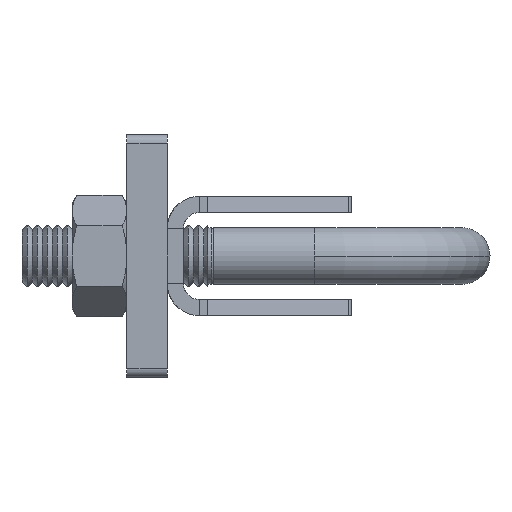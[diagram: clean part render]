
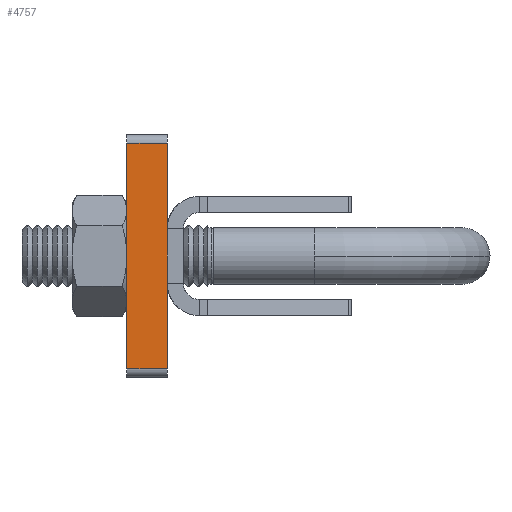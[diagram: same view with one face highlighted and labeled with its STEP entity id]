
A CAD part, left-side view. The second image highlights one B-rep face of the part: STEP entity #4757.
In plain terms, the highlighted planar face has unit normal (-1, 0, 0).
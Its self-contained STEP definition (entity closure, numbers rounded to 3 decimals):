
#40 = CARTESIAN_POINT ( 'NONE',  ( -72.5, 5., 14. ) ) ;
#171 = DIRECTION ( 'NONE',  ( 0., 1., 0. ) ) ;
#727 = LINE ( 'NONE', #7053, #8883 ) ;
#821 = CARTESIAN_POINT ( 'NONE',  ( -72.5, 5., -15. ) ) ;
#911 = VECTOR ( 'NONE', #5229, 1000. ) ;
#1083 = EDGE_CURVE ( 'NONE', #5768, #2513, #727, .T. ) ;
#1151 = VERTEX_POINT ( 'NONE', #3050 ) ;
#1157 = AXIS2_PLACEMENT_3D ( 'NONE', #4448, #5175, #3701 ) ;
#1774 = ORIENTED_EDGE ( 'NONE', *, *, #7280, .F. ) ;
#2140 = DIRECTION ( 'NONE',  ( 0., 0., 1. ) ) ;
#2182 = VERTEX_POINT ( 'NONE', #6253 ) ;
#2513 = VERTEX_POINT ( 'NONE', #2969 ) ;
#2969 = CARTESIAN_POINT ( 'NONE',  ( -72.5, 0., -14. ) ) ;
#3050 = CARTESIAN_POINT ( 'NONE',  ( -72.5, 5., 14. ) ) ;
#3701 = DIRECTION ( 'NONE',  ( 0., 0., -1. ) ) ;
#3745 = EDGE_CURVE ( 'NONE', #2182, #1151, #8074, .T. ) ;
#4294 = LINE ( 'NONE', #821, #911 ) ;
#4345 = EDGE_LOOP ( 'NONE', ( #8398, #7491, #1774, #6262 ) ) ;
#4448 = CARTESIAN_POINT ( 'NONE',  ( -72.5, 5., -15. ) ) ;
#4757 = ADVANCED_FACE ( 'NONE', ( #8283 ), #8693, .F. ) ;
#4958 = CARTESIAN_POINT ( 'NONE',  ( -72.5, 0., -15. ) ) ;
#5028 = CARTESIAN_POINT ( 'NONE',  ( -72.5, 5., -14. ) ) ;
#5175 = DIRECTION ( 'NONE',  ( 1., 0., 0. ) ) ;
#5229 = DIRECTION ( 'NONE',  ( 0., 0., 1. ) ) ;
#5659 = VECTOR ( 'NONE', #171, 1000. ) ;
#5768 = VERTEX_POINT ( 'NONE', #5028 ) ;
#6253 = CARTESIAN_POINT ( 'NONE',  ( -72.5, 0., 14. ) ) ;
#6262 = ORIENTED_EDGE ( 'NONE', *, *, #1083, .T. ) ;
#7053 = CARTESIAN_POINT ( 'NONE',  ( -72.5, 5., -14. ) ) ;
#7113 = DIRECTION ( 'NONE',  ( 0., -1., 0. ) ) ;
#7280 = EDGE_CURVE ( 'NONE', #5768, #1151, #4294, .T. ) ;
#7491 = ORIENTED_EDGE ( 'NONE', *, *, #3745, .T. ) ;
#7946 = LINE ( 'NONE', #4958, #8389 ) ;
#8074 = LINE ( 'NONE', #40, #5659 ) ;
#8283 = FACE_OUTER_BOUND ( 'NONE', #4345, .T. ) ;
#8389 = VECTOR ( 'NONE', #2140, 1000. ) ;
#8398 = ORIENTED_EDGE ( 'NONE', *, *, #9250, .T. ) ;
#8693 = PLANE ( 'NONE',  #1157 ) ;
#8883 = VECTOR ( 'NONE', #7113, 1000. ) ;
#9250 = EDGE_CURVE ( 'NONE', #2513, #2182, #7946, .T. ) ;
